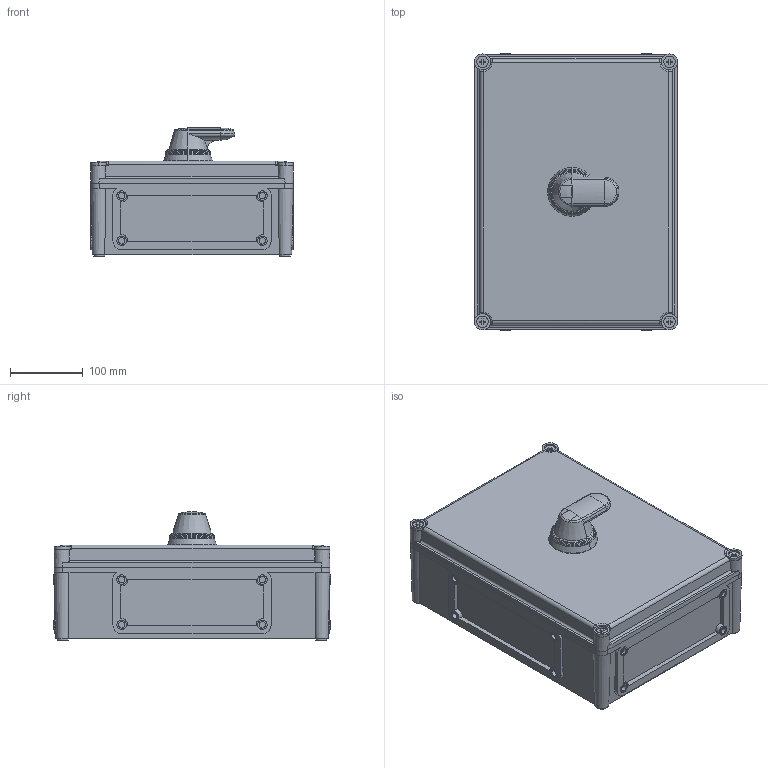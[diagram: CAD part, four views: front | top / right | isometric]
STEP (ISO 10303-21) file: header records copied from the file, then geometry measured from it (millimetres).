
FILE_DESCRIPTION((''),'2;1');
FILE_NAME('OT160EVFCC3B_SIMPLIFIED','2017-01-13T',('fijaleh7'),(''),'CREO PARAMETRIC BY PTC INC, 2016050','CREO PARAMETRIC BY PTC INC, 2016050','');
FILE_SCHEMA(('CONFIG_CONTROL_DESIGN'));
Length unit declared in the file: millimetre
Products named in the file (1): OT160EVFCC3B_SIMPLIFIED
Bounding box: 279 x 379 x 176.05 mm (x, y, z)
Volume: 12905691.4 mm3; surface area: 401766.4 mm2
Topology: 1 solids, 1 shells, 372 faces, 949 edges, 623 vertices
Faces by surface type: plane 171, cylinder 140, cone 21, bspline 19, torus 14, sphere 6, extrusion 1
Entity records: 23985 total; most frequent: CARTESIAN_POINT 11837, DIRECTION 1911, ORIENTED_EDGE 1886, EDGE_CURVE 943, AXIS2_PLACEMENT_3D 722, VERTEX_POINT 623, FILL_AREA_STYLE_COLOUR 481, FILL_AREA_STYLE 481
